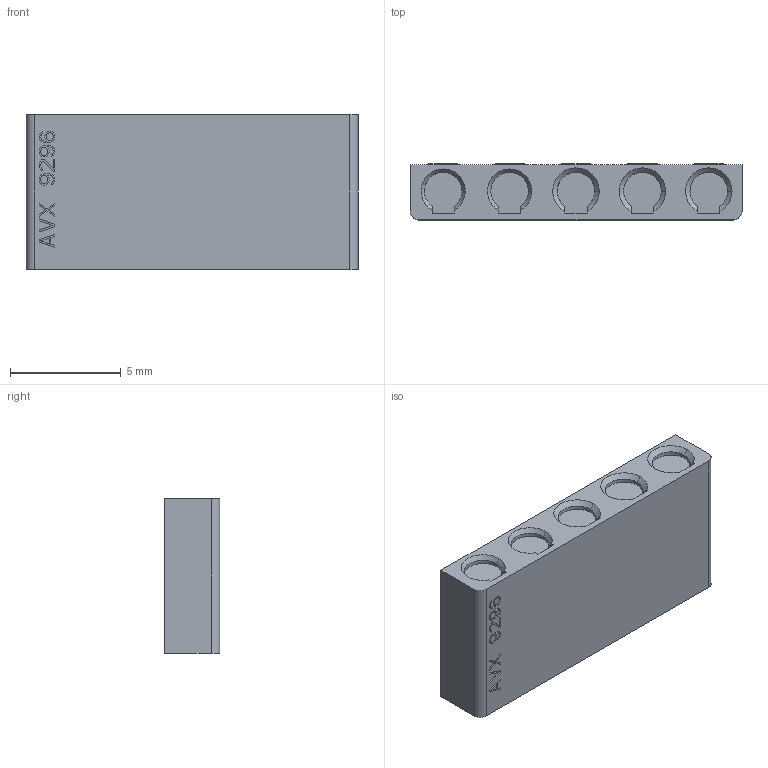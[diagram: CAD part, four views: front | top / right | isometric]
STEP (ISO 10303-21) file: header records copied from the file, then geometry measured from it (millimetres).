
FILE_DESCRIPTION (( 'STEP AP214' ), '1' );
FILE_NAME ('AVX-00-9296-005-202-906.STEP', '2019-02-06T01:31:43', ( '' ), ( '' ), 'SwSTEP 2.0', 'SolidWorks 2019', '' );
FILE_SCHEMA (( 'AUTOMOTIVE_DESIGN' ));
Length unit declared in the file: millimetre
Products named in the file (2): AVX-00-9296-005-202-906; AVX-00-9296-005-202-906_00-9296-005-202-906
Assembly tree (1 placements, depth 2):
  AVX-00-9296-005-202-906
    AVX-00-9296-005-202-906_00-9296-005-202-906
Bounding box: 15 x 2.53 x 7 mm (x, y, z)
Volume: 257.8 mm3; surface area: 330.6 mm2
Topology: 1 solids, 1 shells, 417 faces, 1147 edges, 758 vertices
Faces by surface type: plane 345, cylinder 57, cone 15
Entity records: 13466 total; most frequent: CARTESIAN_POINT 2801, ORIENTED_EDGE 2294, DIRECTION 2028, EDGE_CURVE 1147, LINE 998, VECTOR 998, VERTEX_POINT 758, AXIS2_PLACEMENT_3D 515
